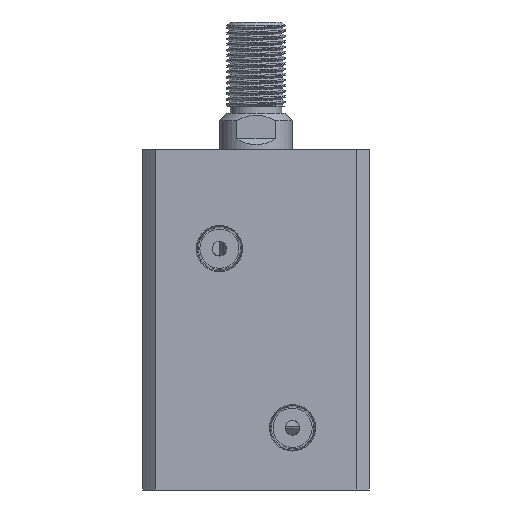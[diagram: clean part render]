
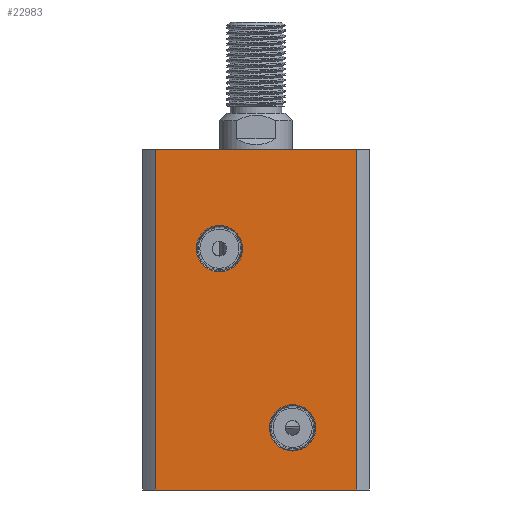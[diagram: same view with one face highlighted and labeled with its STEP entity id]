
A CAD part, left-side view. The second image highlights one B-rep face of the part: STEP entity #22983.
In plain terms, the highlighted planar face has unit normal (-1, 0, 0).
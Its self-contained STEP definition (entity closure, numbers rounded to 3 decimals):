
#371 = CARTESIAN_POINT ( 'NONE',  ( -31., 27.591, 46.5 ) ) ;
#718 = VERTEX_POINT ( 'NONE', #7556 ) ;
#758 = PLANE ( 'NONE',  #10516 ) ;
#903 = VECTOR ( 'NONE', #24734, 1000. ) ;
#1022 = ORIENTED_EDGE ( 'NONE', *, *, #1582, .F. ) ;
#1303 = CARTESIAN_POINT ( 'NONE',  ( -31., 10., 19.5 ) ) ;
#1582 = EDGE_CURVE ( 'NONE', #2140, #718, #17427, .T. ) ;
#1619 = EDGE_CURVE ( 'NONE', #25267, #23691, #17137, .T. ) ;
#1647 = VERTEX_POINT ( 'NONE', #11145 ) ;
#2140 = VERTEX_POINT ( 'NONE', #21239 ) ;
#2637 = AXIS2_PLACEMENT_3D ( 'NONE', #1303, #17051, #24642 ) ;
#2701 = CIRCLE ( 'NONE', #16171, 6.335 ) ;
#3866 = ORIENTED_EDGE ( 'NONE', *, *, #18966, .F. ) ;
#4026 = DIRECTION ( 'NONE',  ( 0., -1., 0. ) ) ;
#4361 = DIRECTION ( 'NONE',  ( 0., -1., 0. ) ) ;
#4661 = DIRECTION ( 'NONE',  ( 0., 0., 1. ) ) ;
#6582 = CARTESIAN_POINT ( 'NONE',  ( -31., -10., -29.5 ) ) ;
#7051 = CARTESIAN_POINT ( 'NONE',  ( -31., 10., 13.165 ) ) ;
#7068 = CARTESIAN_POINT ( 'NONE',  ( -31., -10., -35.835 ) ) ;
#7148 = AXIS2_PLACEMENT_3D ( 'NONE', #6582, #20231, #8540 ) ;
#7415 = CARTESIAN_POINT ( 'NONE',  ( -31., 10., 25.835 ) ) ;
#7556 = CARTESIAN_POINT ( 'NONE',  ( -31., -27.591, -46.5 ) ) ;
#7572 = FACE_OUTER_BOUND ( 'NONE', #11156, .T. ) ;
#8406 = VERTEX_POINT ( 'NONE', #7068 ) ;
#8540 = DIRECTION ( 'NONE',  ( 0., 0., 1. ) ) ;
#8565 = DIRECTION ( 'NONE',  ( -1., 0., 0. ) ) ;
#8572 = CIRCLE ( 'NONE', #7148, 6.335 ) ;
#8775 = DIRECTION ( 'NONE',  ( 0., 0., 1. ) ) ;
#9007 = CARTESIAN_POINT ( 'NONE',  ( -31., -27.591, 46.5 ) ) ;
#9968 = EDGE_CURVE ( 'NONE', #23691, #25267, #22057, .T. ) ;
#10299 = ORIENTED_EDGE ( 'NONE', *, *, #14386, .T. ) ;
#10494 = CARTESIAN_POINT ( 'NONE',  ( -31., -10., -29.5 ) ) ;
#10516 = AXIS2_PLACEMENT_3D ( 'NONE', #14454, #18547, #18300 ) ;
#11140 = ORIENTED_EDGE ( 'NONE', *, *, #1619, .F. ) ;
#11145 = CARTESIAN_POINT ( 'NONE',  ( -31., -10., -23.165 ) ) ;
#11156 = EDGE_LOOP ( 'NONE', ( #22195, #1022, #15469, #10299 ) ) ;
#12434 = LINE ( 'NONE', #16296, #24052 ) ;
#12577 = CARTESIAN_POINT ( 'NONE',  ( -31., 10., 19.5 ) ) ;
#12718 = AXIS2_PLACEMENT_3D ( 'NONE', #12577, #8565, #4661 ) ;
#13102 = CARTESIAN_POINT ( 'NONE',  ( -31., 27.591, 46.5 ) ) ;
#13425 = ORIENTED_EDGE ( 'NONE', *, *, #9968, .F. ) ;
#13654 = LINE ( 'NONE', #13940, #17619 ) ;
#13940 = CARTESIAN_POINT ( 'NONE',  ( -31., 27.591, -46.5 ) ) ;
#13996 = DIRECTION ( 'NONE',  ( 0., 0., -1. ) ) ;
#14386 = EDGE_CURVE ( 'NONE', #18565, #23083, #20873, .T. ) ;
#14454 = CARTESIAN_POINT ( 'NONE',  ( -31., 27.591, 46.5 ) ) ;
#15469 = ORIENTED_EDGE ( 'NONE', *, *, #23383, .F. ) ;
#15803 = EDGE_LOOP ( 'NONE', ( #3866, #19984 ) ) ;
#16171 = AXIS2_PLACEMENT_3D ( 'NONE', #10494, #24149, #8775 ) ;
#16296 = CARTESIAN_POINT ( 'NONE',  ( -31., 27.591, 46.5 ) ) ;
#16591 = VECTOR ( 'NONE', #13996, 1000. ) ;
#16743 = FACE_BOUND ( 'NONE', #19502, .T. ) ;
#17051 = DIRECTION ( 'NONE',  ( -1., 0., 0. ) ) ;
#17137 = CIRCLE ( 'NONE', #2637, 6.335 ) ;
#17427 = LINE ( 'NONE', #9007, #903 ) ;
#17619 = VECTOR ( 'NONE', #4026, 1000. ) ;
#18300 = DIRECTION ( 'NONE',  ( 0., 1., 0. ) ) ;
#18547 = DIRECTION ( 'NONE',  ( 1., 0., 0. ) ) ;
#18565 = VERTEX_POINT ( 'NONE', #13102 ) ;
#18789 = CARTESIAN_POINT ( 'NONE',  ( -31., 27.591, -46.5 ) ) ;
#18966 = EDGE_CURVE ( 'NONE', #1647, #8406, #8572, .T. ) ;
#19502 = EDGE_LOOP ( 'NONE', ( #13425, #11140 ) ) ;
#19984 = ORIENTED_EDGE ( 'NONE', *, *, #20909, .F. ) ;
#20231 = DIRECTION ( 'NONE',  ( -1., 0., 0. ) ) ;
#20873 = LINE ( 'NONE', #371, #16591 ) ;
#20909 = EDGE_CURVE ( 'NONE', #8406, #1647, #2701, .T. ) ;
#21239 = CARTESIAN_POINT ( 'NONE',  ( -31., -27.591, 46.5 ) ) ;
#22057 = CIRCLE ( 'NONE', #12718, 6.335 ) ;
#22195 = ORIENTED_EDGE ( 'NONE', *, *, #24493, .T. ) ;
#22242 = FACE_BOUND ( 'NONE', #15803, .T. ) ;
#22983 = ADVANCED_FACE ( 'NONE', ( #16743, #22242, #7572 ), #758, .F. ) ;
#23083 = VERTEX_POINT ( 'NONE', #18789 ) ;
#23383 = EDGE_CURVE ( 'NONE', #18565, #2140, #12434, .T. ) ;
#23691 = VERTEX_POINT ( 'NONE', #7415 ) ;
#24052 = VECTOR ( 'NONE', #4361, 1000. ) ;
#24149 = DIRECTION ( 'NONE',  ( -1., 0., 0. ) ) ;
#24493 = EDGE_CURVE ( 'NONE', #23083, #718, #13654, .T. ) ;
#24642 = DIRECTION ( 'NONE',  ( 0., 0., 1. ) ) ;
#24734 = DIRECTION ( 'NONE',  ( 0., 0., -1. ) ) ;
#25267 = VERTEX_POINT ( 'NONE', #7051 ) ;
